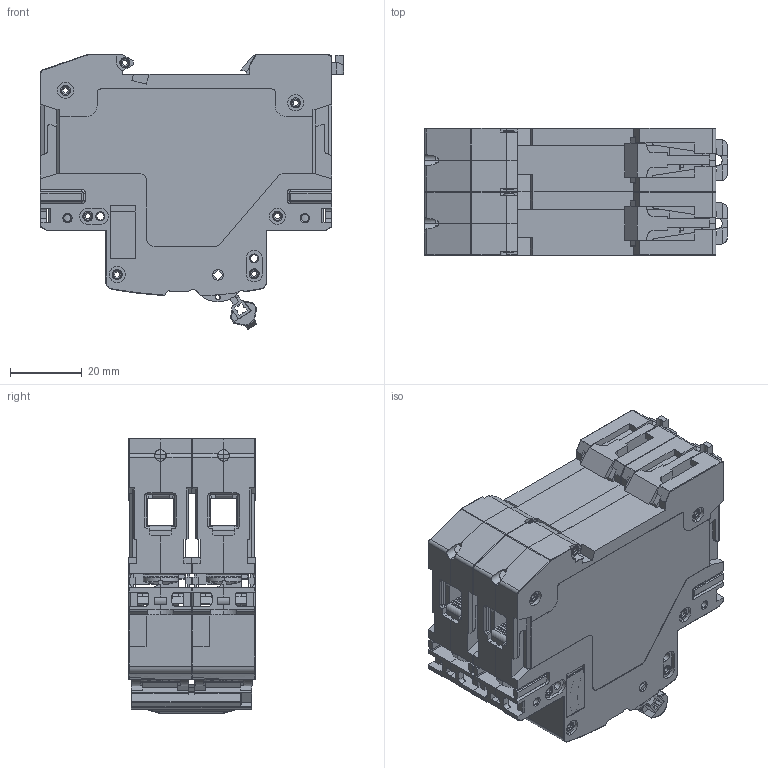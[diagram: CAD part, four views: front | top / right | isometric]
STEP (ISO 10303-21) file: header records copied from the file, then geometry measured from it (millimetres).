
FILE_DESCRIPTION (( 'STEP AP203' ), '1' );
FILE_NAME ('Armat 2p+.STEP', '2022-05-20T10:53:36', ( '' ), ( '' ), 'SwSTEP 2.0', 'SolidWorks 2017', '' );
FILE_SCHEMA (( 'CONFIG_CONTROL_DESIGN' ));
Length unit declared in the file: millimetre
Products named in the file (1): Armat 2p+
Bounding box: 84.75 x 35.4 x 76.83 mm (x, y, z)
Surface area: 40717 mm2 (no closed solid volume)
Topology: 0 solids, 106 shells, 1710 faces, 8327 edges, 6588 vertices
Faces by surface type: plane 992, cylinder 543, bspline 138, cone 37
Entity records: 98688 total; most frequent: CARTESIAN_POINT 39679, ORIENTED_EDGE 11770, DIRECTION 9928, EDGE_CURVE 8316, VERTEX_POINT 6590, VECTOR 4572, LINE 4572, AXIS2_PLACEMENT_3D 2678
